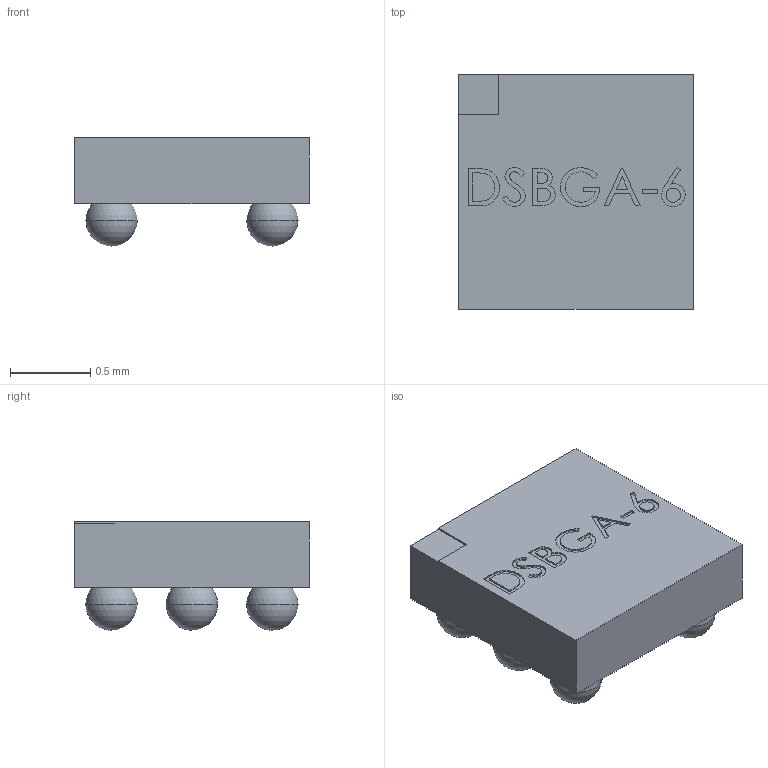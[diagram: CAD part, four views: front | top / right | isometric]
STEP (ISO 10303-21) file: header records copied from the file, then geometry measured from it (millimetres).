
FILE_DESCRIPTION (( 'STEP AP214' ), '1' );
FILE_NAME ('4889303B-F4F4-43CF-8F48-EDE1210ABD74.STEP', '2024-10-26T12:11:12', ( '' ), ( '' ), 'SwSTEP 2.0', 'SolidWorks 2022', '' );
FILE_SCHEMA (( 'AUTOMOTIVE_DESIGN' ));
Length unit declared in the file: millimetre
Products named in the file (1): 4889303B-F4F4-43CF-8F48-EDE1210ABD74
Bounding box: 1.46 x 1.46 x 0.68 mm (x, y, z)
Volume: 1 mm3; surface area: 8.7 mm2
Topology: 7 solids, 7 shells, 121 faces, 327 edges, 220 vertices
Faces by surface type: plane 60, bspline 49, sphere 12
Entity records: 7437 total; most frequent: CARTESIAN_POINT 3606, ORIENTED_EDGE 594, DIRECTION 357, EDGE_CURVE 297, VERTEX_POINT 202, LINE 187, VECTOR 187, EDGE_LOOP 133
